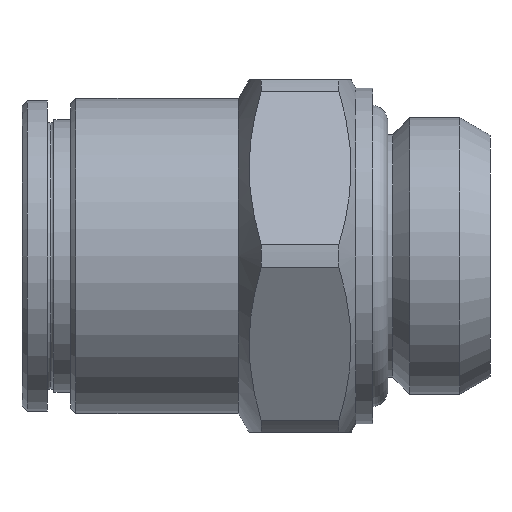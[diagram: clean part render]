
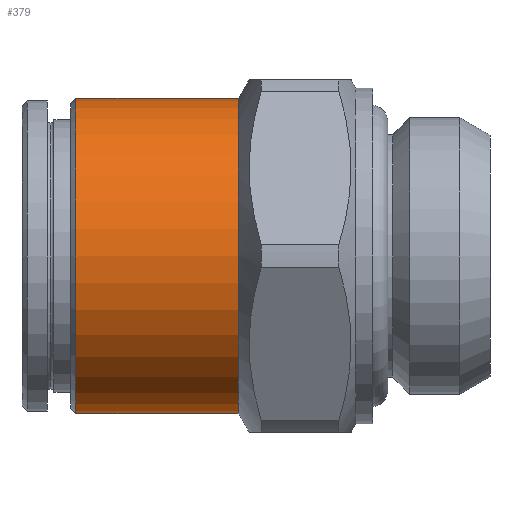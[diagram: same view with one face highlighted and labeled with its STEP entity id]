
A CAD part, left-side view. The second image highlights one B-rep face of the part: STEP entity #379.
In plain terms, the highlighted cylindrical face has radius 9.4 mm (diameter 18.8 mm), a partial arc.
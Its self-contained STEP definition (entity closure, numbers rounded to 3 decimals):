
#309 = EDGE_CURVE ( 'NONE', #2295, #2259, #1308, .T. ) ;
#321 = EDGE_CURVE ( 'NONE', #2290, #2254, #1244, .T. ) ;
#335 = ORIENTED_EDGE ( 'NONE', *, *, #321, .T. ) ;
#337 = ORIENTED_EDGE ( 'NONE', *, *, #347, .F. ) ;
#347 = EDGE_CURVE ( 'NONE', #2259, #2254, #1249, .T. ) ;
#376 = EDGE_CURVE ( 'NONE', #2295, #2290, #1175, .T. ) ;
#379 = ADVANCED_FACE ( 'NONE', ( #1170 ), #1010, .T. ) ;
#382 = ORIENTED_EDGE ( 'NONE', *, *, #309, .F. ) ;
#391 = ORIENTED_EDGE ( 'NONE', *, *, #376, .T. ) ;
#392 = EDGE_LOOP ( 'NONE', ( #382, #391, #335, #337 ) ) ;
#621 = CARTESIAN_POINT ( 'NONE',  ( 0., 0., 0. ) ) ;
#622 = AXIS2_PLACEMENT_3D ( 'NONE', #621, #1169, #1168 ) ;
#1010 = CYLINDRICAL_SURFACE ( 'NONE', #622, 9.4 ) ;
#1168 = DIRECTION ( 'NONE',  ( 0., 0., -1. ) ) ;
#1169 = DIRECTION ( 'NONE',  ( 0., -1., 0. ) ) ;
#1170 = FACE_OUTER_BOUND ( 'NONE', #392, .T. ) ;
#1171 = DIRECTION ( 'NONE',  ( 0., 0., -1. ) ) ;
#1172 = DIRECTION ( 'NONE',  ( 0., -1., 0. ) ) ;
#1173 = CARTESIAN_POINT ( 'NONE',  ( 0., 24.7, 0. ) ) ;
#1174 = AXIS2_PLACEMENT_3D ( 'NONE', #1173, #1172, #1171 ) ;
#1175 = CIRCLE ( 'NONE', #1174, 9.4 ) ;
#1235 = DIRECTION ( 'NONE',  ( 0., 0., -1. ) ) ;
#1236 = DIRECTION ( 'NONE',  ( 0., -1., 0. ) ) ;
#1237 = CARTESIAN_POINT ( 'NONE',  ( 0., 15., 0. ) ) ;
#1238 = AXIS2_PLACEMENT_3D ( 'NONE', #1237, #1236, #1235 ) ;
#1241 = DIRECTION ( 'NONE',  ( 0., -1., 0. ) ) ;
#1242 = VECTOR ( 'NONE', #1241, 1000. ) ;
#1243 = CARTESIAN_POINT ( 'NONE',  ( 0., 0., -9.4 ) ) ;
#1244 = LINE ( 'NONE', #1243, #1242 ) ;
#1249 = CIRCLE ( 'NONE', #1238, 9.4 ) ;
#1305 = DIRECTION ( 'NONE',  ( 0., -1., 0. ) ) ;
#1306 = VECTOR ( 'NONE', #1305, 1000. ) ;
#1307 = CARTESIAN_POINT ( 'NONE',  ( 0., 0., 9.4 ) ) ;
#1308 = LINE ( 'NONE', #1307, #1306 ) ;
#1952 = CARTESIAN_POINT ( 'NONE',  ( 0., 15., 9.4 ) ) ;
#2011 = CARTESIAN_POINT ( 'NONE',  ( 0., 15., -9.4 ) ) ;
#2019 = CARTESIAN_POINT ( 'NONE',  ( 0., 24.7, 9.4 ) ) ;
#2022 = CARTESIAN_POINT ( 'NONE',  ( 0., 24.7, -9.4 ) ) ;
#2254 = VERTEX_POINT ( 'NONE', #2011 ) ;
#2259 = VERTEX_POINT ( 'NONE', #1952 ) ;
#2290 = VERTEX_POINT ( 'NONE', #2022 ) ;
#2295 = VERTEX_POINT ( 'NONE', #2019 ) ;
